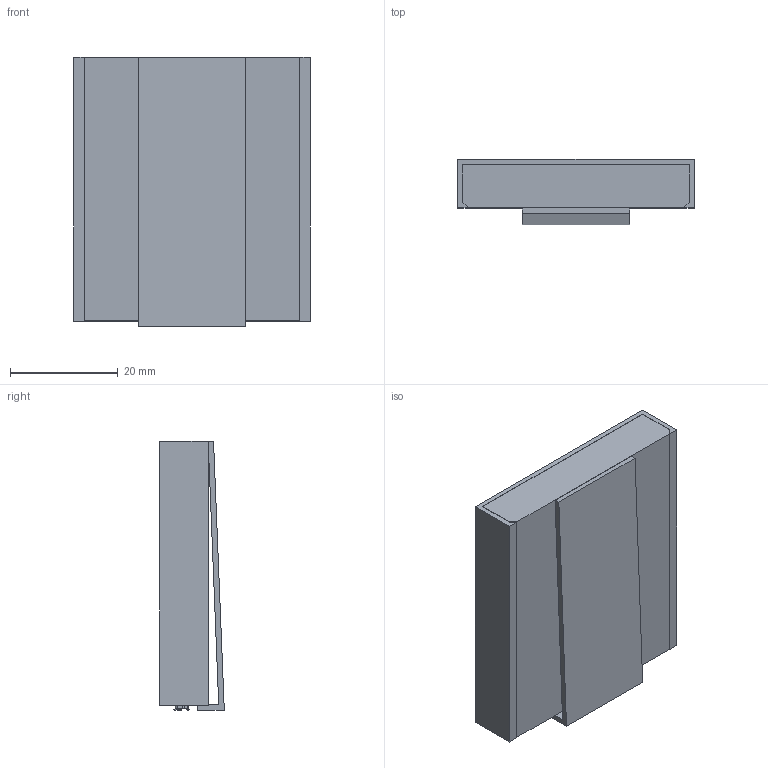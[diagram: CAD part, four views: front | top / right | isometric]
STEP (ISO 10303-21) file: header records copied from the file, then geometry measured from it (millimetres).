
FILE_DESCRIPTION (( 'STEP AP203' ), '1' );
FILE_NAME ('Ensamblaje2.STEP', '2014-11-08T18:09:37', ( '' ), ( '' ), 'SwSTEP 2.0', 'SolidWorks 2013', '' );
FILE_SCHEMA (( 'CONFIG_CONTROL_DESIGN' ));
Length unit declared in the file: millimetre
Products named in the file (9): placaUSB; pletina; tapa_abajo; tapa_arriba; Ensamblaje2; bateria; circuito; micro usb; placaUsb
Assembly tree (8 placements, depth 3):
  Ensamblaje2
    bateria
    circuito
    placaUSB
      micro usb
      placaUsb
    pletina
    tapa_abajo
    tapa_arriba
Bounding box: 44 x 12 x 50.13 mm (x, y, z)
Volume: 13643.1 mm3; surface area: 21865.5 mm2
Topology: 7 solids, 7 shells, 981 faces, 2394 edges, 1410 vertices
Faces by surface type: cylinder 365, plane 327, torus 195, bspline 78, sphere 16
Entity records: 30574 total; most frequent: CARTESIAN_POINT 6787, DIRECTION 5001, ORIENTED_EDGE 4732, EDGE_CURVE 2366, AXIS2_PLACEMENT_3D 1888, VERTEX_POINT 1410, VECTOR 1225, LINE 1225
